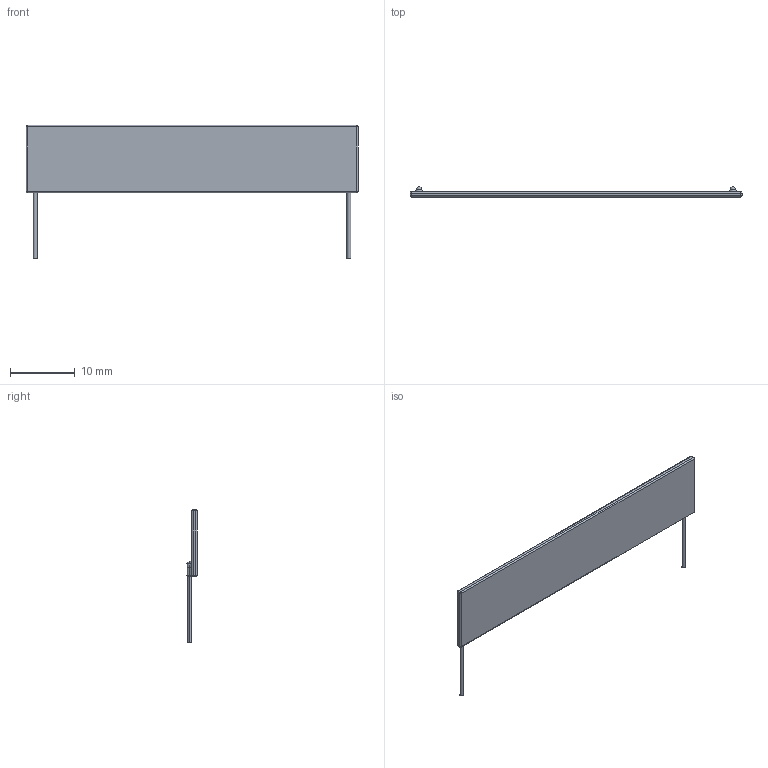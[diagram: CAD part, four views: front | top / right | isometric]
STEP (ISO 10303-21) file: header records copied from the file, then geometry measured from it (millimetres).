
FILE_DESCRIPTION((''),'2;1');
FILE_NAME('RES_TYCO_HB1.stp','2012-05-22T13:42:19',(''),(''),'Mechanical Desktop 2011','Mechanical Desktop 2011',', , ');
FILE_SCHEMA(('AUTOMOTIVE_DESIGN { 1 2 10303 214 1 1 1 1 }'));
Length unit declared in the file: millimetre
Products named in the file (1): Product
Bounding box: 51.1 x 1.55 x 20.5 mm (x, y, z)
Volume: 432.5 mm3; surface area: 1189.8 mm2
Topology: 3 solids, 3 shells, 52 faces, 110 edges, 56 vertices
Faces by surface type: cylinder 24, plane 10, sphere 10, torus 4, bspline 4
Entity records: 1454 total; most frequent: CARTESIAN_POINT 311, DIRECTION 262, ORIENTED_EDGE 204, AXIS2_PLACEMENT_3D 111, EDGE_CURVE 102, CIRCLE 62, VERTEX_POINT 56, EDGE_LOOP 52
